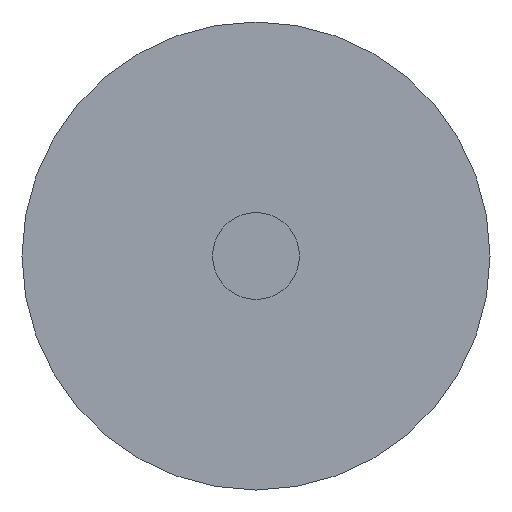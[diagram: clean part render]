
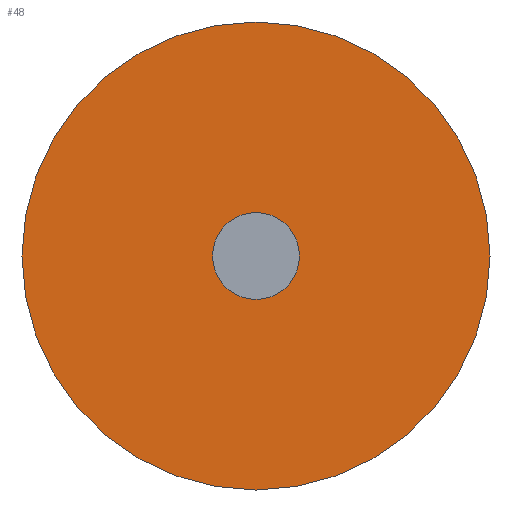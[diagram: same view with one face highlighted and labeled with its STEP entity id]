
A CAD part, left-side view. The second image highlights one B-rep face of the part: STEP entity #48.
In plain terms, the highlighted planar face has unit normal (-1, 0, 0).
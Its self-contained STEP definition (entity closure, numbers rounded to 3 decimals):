
#48 = ADVANCED_FACE( '', ( #82, #83 ), #84, .T. );
#82 = FACE_BOUND( '', #114, .T. );
#83 = FACE_OUTER_BOUND( '', #115, .T. );
#84 = PLANE( '', #116 );
#114 = EDGE_LOOP( '', ( #142 ) );
#115 = EDGE_LOOP( '', ( #143 ) );
#116 = AXIS2_PLACEMENT_3D( '', #144, #145, #146 );
#142 = ORIENTED_EDGE( '', *, *, #170, .F. );
#143 = ORIENTED_EDGE( '', *, *, #168, .T. );
#144 = CARTESIAN_POINT( '', ( -3., 0., 0. ) );
#145 = DIRECTION( '', ( -1., 0., 0. ) );
#146 = DIRECTION( '', ( 0., -1., 0. ) );
#168 = EDGE_CURVE( '', #184, #184, #185, .T. );
#170 = EDGE_CURVE( '', #187, #187, #188, .T. );
#184 = VERTEX_POINT( '', #209 );
#185 = CIRCLE( '', #210, 1.75 );
#187 = VERTEX_POINT( '', #212 );
#188 = CIRCLE( '', #213, 0.325 );
#209 = CARTESIAN_POINT( '', ( -3., 1.75, 0. ) );
#210 = AXIS2_PLACEMENT_3D( '', #223, #224, #225 );
#212 = CARTESIAN_POINT( '', ( -3., 0.325, 0. ) );
#213 = AXIS2_PLACEMENT_3D( '', #226, #227, #228 );
#223 = CARTESIAN_POINT( '', ( -3., 0., 0. ) );
#224 = DIRECTION( '', ( -1., 0., 0. ) );
#225 = DIRECTION( '', ( 0., 1., 0. ) );
#226 = CARTESIAN_POINT( '', ( -3., 0., 0. ) );
#227 = DIRECTION( '', ( -1., 0., 0. ) );
#228 = DIRECTION( '', ( 0., 1., 0. ) );
